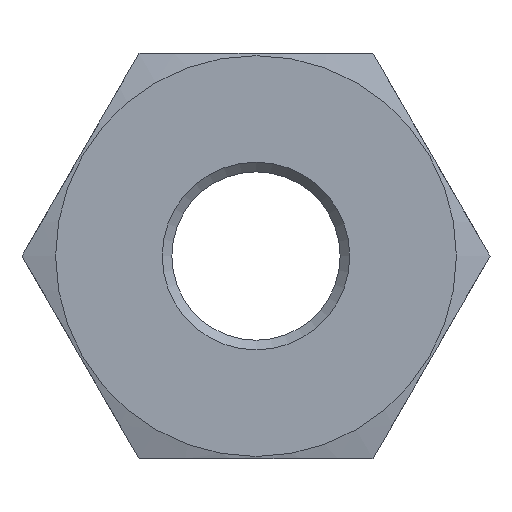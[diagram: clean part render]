
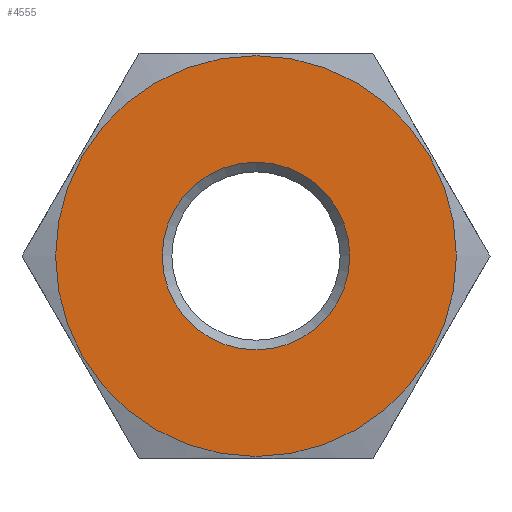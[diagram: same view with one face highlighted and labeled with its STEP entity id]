
A CAD part, left-side view. The second image highlights one B-rep face of the part: STEP entity #4555.
In plain terms, the highlighted planar face has unit normal (-1, 0, 0).
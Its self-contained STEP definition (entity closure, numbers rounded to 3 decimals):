
#883 = CARTESIAN_POINT ( 'NONE',  ( 0., 21., 0. ) ) ;
#983 = DIRECTION ( 'NONE',  ( 1., 0., 0. ) ) ;
#1172 = VERTEX_POINT ( 'NONE', #11269 ) ;
#1370 = DIRECTION ( 'NONE',  ( 0., 0., 1. ) ) ;
#1936 = AXIS2_PLACEMENT_3D ( 'NONE', #12884, #10370, #1370 ) ;
#2778 = EDGE_CURVE ( 'NONE', #10831, #10831, #15072, .T. ) ;
#3684 = CIRCLE ( 'NONE', #16803, 17.8 ) ;
#4555 = ADVANCED_FACE ( 'NONE', ( #9406, #13697 ), #10618, .F. ) ;
#5505 = AXIS2_PLACEMENT_3D ( 'NONE', #883, #983, #6583 ) ;
#6559 = DIRECTION ( 'NONE',  ( -1., 0., 0. ) ) ;
#6583 = DIRECTION ( 'NONE',  ( 0., 0., -1. ) ) ;
#9023 = ORIENTED_EDGE ( 'NONE', *, *, #2778, .F. ) ;
#9406 = FACE_BOUND ( 'NONE', #10482, .T. ) ;
#9568 = CARTESIAN_POINT ( 'NONE',  ( 0., 0., 0. ) ) ;
#9853 = EDGE_LOOP ( 'NONE', ( #10971 ) ) ;
#9990 = CARTESIAN_POINT ( 'NONE',  ( 0., 0., 8.331 ) ) ;
#10370 = DIRECTION ( 'NONE',  ( -1., 0., 0. ) ) ;
#10482 = EDGE_LOOP ( 'NONE', ( #9023 ) ) ;
#10618 = PLANE ( 'NONE',  #5505 ) ;
#10831 = VERTEX_POINT ( 'NONE', #9990 ) ;
#10971 = ORIENTED_EDGE ( 'NONE', *, *, #13767, .T. ) ;
#11269 = CARTESIAN_POINT ( 'NONE',  ( 0., 0., 17.8 ) ) ;
#12884 = CARTESIAN_POINT ( 'NONE',  ( 0., 0., 0. ) ) ;
#13697 = FACE_OUTER_BOUND ( 'NONE', #9853, .T. ) ;
#13767 = EDGE_CURVE ( 'NONE', #1172, #1172, #3684, .T. ) ;
#15072 = CIRCLE ( 'NONE', #1936, 8.331 ) ;
#15245 = DIRECTION ( 'NONE',  ( 0., 0., 1. ) ) ;
#16803 = AXIS2_PLACEMENT_3D ( 'NONE', #9568, #6559, #15245 ) ;
